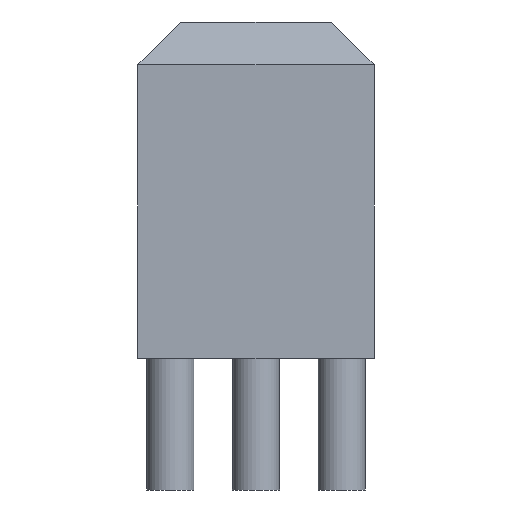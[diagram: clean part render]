
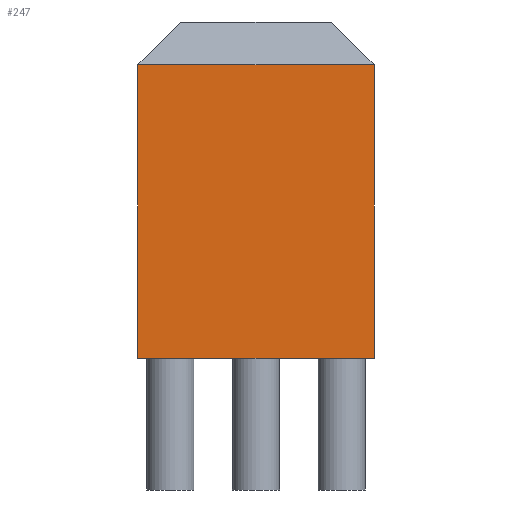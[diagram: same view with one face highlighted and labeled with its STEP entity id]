
A CAD part, left-side view. The second image highlights one B-rep face of the part: STEP entity #247.
In plain terms, the highlighted planar face has unit normal (-1, 0, 0).
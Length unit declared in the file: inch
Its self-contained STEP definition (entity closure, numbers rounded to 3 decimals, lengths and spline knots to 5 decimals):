
#247=ADVANCED_FACE('',(#288),#271,.F.);
#271=PLANE('',#518);
#288=FACE_OUTER_BOUND('',#303,.T.);
#303=EDGE_LOOP('',(#340,#341,#342,#343));
#340=ORIENTED_EDGE('',*,*,#439,.F.);
#341=ORIENTED_EDGE('',*,*,#440,.T.);
#342=ORIENTED_EDGE('',*,*,#441,.T.);
#343=ORIENTED_EDGE('',*,*,#442,.T.);
#412=VERTEX_POINT('',#660);
#413=VERTEX_POINT('',#661);
#414=VERTEX_POINT('',#663);
#415=VERTEX_POINT('',#665);
#439=EDGE_CURVE('',#412,#413,#475,.T.);
#440=EDGE_CURVE('',#412,#414,#476,.T.);
#441=EDGE_CURVE('',#414,#415,#477,.T.);
#442=EDGE_CURVE('',#415,#413,#478,.T.);
#475=LINE('',#659,#496);
#476=LINE('',#662,#497);
#477=LINE('',#664,#498);
#478=LINE('',#666,#499);
#496=VECTOR('',#559,1.);
#497=VECTOR('',#560,1.);
#498=VECTOR('',#561,1.);
#499=VECTOR('',#562,1.);
#518=AXIS2_PLACEMENT_3D('',#667,#563,#564);
#559=DIRECTION('',(0.,0.,-1.));
#560=DIRECTION('',(0.,1.,0.));
#561=DIRECTION('',(0.,0.,-1.));
#562=DIRECTION('',(0.,-1.,0.));
#563=DIRECTION('',(1.,0.,0.));
#564=DIRECTION('',(0.,0.,-1.));
#659=CARTESIAN_POINT('',(0.,0.,0.393));
#660=CARTESIAN_POINT('',(0.,0.,0.343));
#661=CARTESIAN_POINT('',(0.,0.,0.));
#662=CARTESIAN_POINT('',(0.,0.276,0.343));
#663=CARTESIAN_POINT('',(0.,0.276,0.343));
#664=CARTESIAN_POINT('',(0.,0.276,0.393));
#665=CARTESIAN_POINT('',(0.,0.276,0.));
#666=CARTESIAN_POINT('',(0.,0.276,0.));
#667=CARTESIAN_POINT('',(0.,0.276,0.393));
